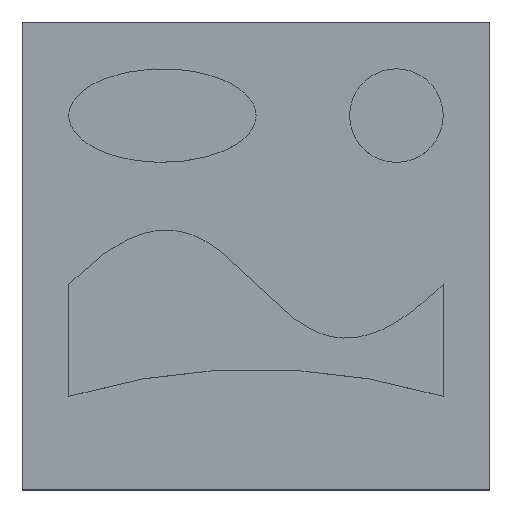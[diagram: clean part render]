
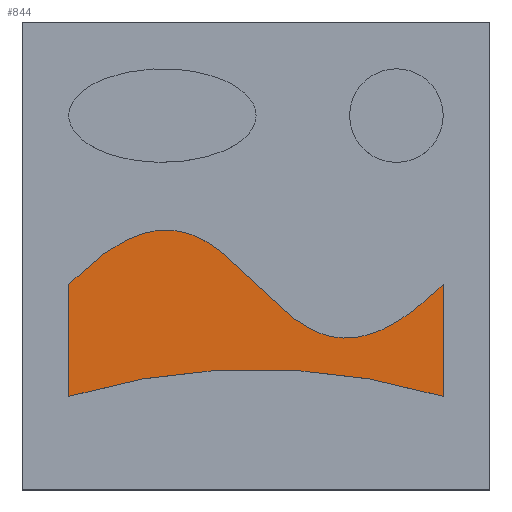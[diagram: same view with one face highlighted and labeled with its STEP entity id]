
A CAD part, top view. The second image highlights one B-rep face of the part: STEP entity #844.
In plain terms, the highlighted planar face has unit normal (0, 0, 1).
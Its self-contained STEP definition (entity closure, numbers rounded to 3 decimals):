
#283 = PLANE('',#284);
#284 = AXIS2_PLACEMENT_3D('',#285,#286,#287);
#285 = CARTESIAN_POINT('',(5.,22.,2.));
#286 = DIRECTION('',(1.,0.,0.));
#287 = DIRECTION('',(0.,-1.,0.));
#313 = SURFACE_OF_LINEAR_EXTRUSION('',#314,#319);
#314 = B_SPLINE_CURVE_WITH_KNOTS('',3,(#315,#316,#317,#318),
  .UNSPECIFIED.,.F.,.F.,(4,4),(0.,1.),.PIECEWISE_BEZIER_KNOTS.);
#315 = CARTESIAN_POINT('',(5.,22.,2.));
#316 = CARTESIAN_POINT('',(25.,42.,2.));
#317 = CARTESIAN_POINT('',(25.,2.,2.));
#318 = CARTESIAN_POINT('',(45.,22.,2.));
#319 = VECTOR('',#320,1.);
#320 = DIRECTION('',(-0.,-0.,-1.));
#344 = PLANE('',#345);
#345 = AXIS2_PLACEMENT_3D('',#346,#347,#348);
#346 = CARTESIAN_POINT('',(45.,22.,2.));
#347 = DIRECTION('',(1.,0.,0.));
#348 = DIRECTION('',(0.,-1.,0.));
#371 = CYLINDRICAL_SURFACE('',#372,70.);
#372 = AXIS2_PLACEMENT_3D('',#373,#374,#375);
#373 = CARTESIAN_POINT('',(25.,-57.082,2.));
#374 = DIRECTION('',(-0.,-0.,-1.));
#375 = DIRECTION('',(1.,0.,0.));
#535 = VERTEX_POINT('',#536);
#536 = CARTESIAN_POINT('',(5.,22.,4.));
#557 = EDGE_CURVE('',#535,#558,#560,.T.);
#558 = VERTEX_POINT('',#559);
#559 = CARTESIAN_POINT('',(5.,10.,4.));
#560 = SURFACE_CURVE('',#561,(#565,#572),.PCURVE_S1.);
#561 = LINE('',#562,#563);
#562 = CARTESIAN_POINT('',(5.,22.,4.));
#563 = VECTOR('',#564,1.);
#564 = DIRECTION('',(0.,-1.,0.));
#565 = PCURVE('',#283,#566);
#566 = DEFINITIONAL_REPRESENTATION('',(#567),#571);
#567 = LINE('',#568,#569);
#568 = CARTESIAN_POINT('',(0.,-2.));
#569 = VECTOR('',#570,1.);
#570 = DIRECTION('',(1.,0.));
#571 = ( GEOMETRIC_REPRESENTATION_CONTEXT(2) 
PARAMETRIC_REPRESENTATION_CONTEXT() REPRESENTATION_CONTEXT('2D SPACE',''
  ) );
#572 = PCURVE('',#573,#578);
#573 = PLANE('',#574);
#574 = AXIS2_PLACEMENT_3D('',#575,#576,#577);
#575 = CARTESIAN_POINT('',(25.,18.523,4.));
#576 = DIRECTION('',(0.,0.,1.));
#577 = DIRECTION('',(1.,0.,0.));
#578 = DEFINITIONAL_REPRESENTATION('',(#579),#583);
#579 = LINE('',#580,#581);
#580 = CARTESIAN_POINT('',(-20.,3.477));
#581 = VECTOR('',#582,1.);
#582 = DIRECTION('',(0.,-1.));
#583 = ( GEOMETRIC_REPRESENTATION_CONTEXT(2) 
PARAMETRIC_REPRESENTATION_CONTEXT() REPRESENTATION_CONTEXT('2D SPACE',''
  ) );
#611 = VERTEX_POINT('',#612);
#612 = CARTESIAN_POINT('',(45.,10.,4.));
#633 = EDGE_CURVE('',#611,#558,#634,.T.);
#634 = SURFACE_CURVE('',#635,(#640,#647),.PCURVE_S1.);
#635 = CIRCLE('',#636,70.);
#636 = AXIS2_PLACEMENT_3D('',#637,#638,#639);
#637 = CARTESIAN_POINT('',(25.,-57.082,4.));
#638 = DIRECTION('',(0.,0.,1.));
#639 = DIRECTION('',(1.,0.,0.));
#640 = PCURVE('',#371,#641);
#641 = DEFINITIONAL_REPRESENTATION('',(#642),#646);
#642 = LINE('',#643,#644);
#643 = CARTESIAN_POINT('',(-0.,-2.));
#644 = VECTOR('',#645,1.);
#645 = DIRECTION('',(-1.,0.));
#646 = ( GEOMETRIC_REPRESENTATION_CONTEXT(2) 
PARAMETRIC_REPRESENTATION_CONTEXT() REPRESENTATION_CONTEXT('2D SPACE',''
  ) );
#647 = PCURVE('',#573,#648);
#648 = DEFINITIONAL_REPRESENTATION('',(#649),#653);
#649 = CIRCLE('',#650,70.);
#650 = AXIS2_PLACEMENT_2D('',#651,#652);
#651 = CARTESIAN_POINT('',(0.,-75.605));
#652 = DIRECTION('',(1.,0.));
#653 = ( GEOMETRIC_REPRESENTATION_CONTEXT(2) 
PARAMETRIC_REPRESENTATION_CONTEXT() REPRESENTATION_CONTEXT('2D SPACE',''
  ) );
#661 = VERTEX_POINT('',#662);
#662 = CARTESIAN_POINT('',(45.,22.,4.));
#683 = EDGE_CURVE('',#661,#611,#684,.T.);
#684 = SURFACE_CURVE('',#685,(#689,#696),.PCURVE_S1.);
#685 = LINE('',#686,#687);
#686 = CARTESIAN_POINT('',(45.,22.,4.));
#687 = VECTOR('',#688,1.);
#688 = DIRECTION('',(0.,-1.,0.));
#689 = PCURVE('',#344,#690);
#690 = DEFINITIONAL_REPRESENTATION('',(#691),#695);
#691 = LINE('',#692,#693);
#692 = CARTESIAN_POINT('',(0.,-2.));
#693 = VECTOR('',#694,1.);
#694 = DIRECTION('',(1.,0.));
#695 = ( GEOMETRIC_REPRESENTATION_CONTEXT(2) 
PARAMETRIC_REPRESENTATION_CONTEXT() REPRESENTATION_CONTEXT('2D SPACE',''
  ) );
#696 = PCURVE('',#573,#697);
#697 = DEFINITIONAL_REPRESENTATION('',(#698),#702);
#698 = LINE('',#699,#700);
#699 = CARTESIAN_POINT('',(20.,3.477));
#700 = VECTOR('',#701,1.);
#701 = DIRECTION('',(0.,-1.));
#702 = ( GEOMETRIC_REPRESENTATION_CONTEXT(2) 
PARAMETRIC_REPRESENTATION_CONTEXT() REPRESENTATION_CONTEXT('2D SPACE',''
  ) );
#710 = EDGE_CURVE('',#535,#661,#711,.T.);
#711 = SURFACE_CURVE('',#712,(#717,#724),.PCURVE_S1.);
#712 = B_SPLINE_CURVE_WITH_KNOTS('',3,(#713,#714,#715,#716),
  .UNSPECIFIED.,.F.,.F.,(4,4),(0.,1.),.PIECEWISE_BEZIER_KNOTS.);
#713 = CARTESIAN_POINT('',(5.,22.,4.));
#714 = CARTESIAN_POINT('',(25.,42.,4.));
#715 = CARTESIAN_POINT('',(25.,2.,4.));
#716 = CARTESIAN_POINT('',(45.,22.,4.));
#717 = PCURVE('',#313,#718);
#718 = DEFINITIONAL_REPRESENTATION('',(#719),#723);
#719 = LINE('',#720,#721);
#720 = CARTESIAN_POINT('',(0.,-2.));
#721 = VECTOR('',#722,1.);
#722 = DIRECTION('',(1.,0.));
#723 = ( GEOMETRIC_REPRESENTATION_CONTEXT(2) 
PARAMETRIC_REPRESENTATION_CONTEXT() REPRESENTATION_CONTEXT('2D SPACE',''
  ) );
#724 = PCURVE('',#573,#725);
#725 = DEFINITIONAL_REPRESENTATION('',(#726),#731);
#726 = B_SPLINE_CURVE_WITH_KNOTS('',3,(#727,#728,#729,#730),
  .UNSPECIFIED.,.F.,.F.,(4,4),(0.,1.),.PIECEWISE_BEZIER_KNOTS.);
#727 = CARTESIAN_POINT('',(-20.,3.477));
#728 = CARTESIAN_POINT('',(0.,23.477));
#729 = CARTESIAN_POINT('',(0.,-16.523));
#730 = CARTESIAN_POINT('',(20.,3.477));
#731 = ( GEOMETRIC_REPRESENTATION_CONTEXT(2) 
PARAMETRIC_REPRESENTATION_CONTEXT() REPRESENTATION_CONTEXT('2D SPACE',''
  ) );
#844 = ADVANCED_FACE('',(#845),#573,.T.);
#845 = FACE_BOUND('',#846,.T.);
#846 = EDGE_LOOP('',(#847,#848,#849,#850));
#847 = ORIENTED_EDGE('',*,*,#557,.T.);
#848 = ORIENTED_EDGE('',*,*,#633,.F.);
#849 = ORIENTED_EDGE('',*,*,#683,.F.);
#850 = ORIENTED_EDGE('',*,*,#710,.F.);
